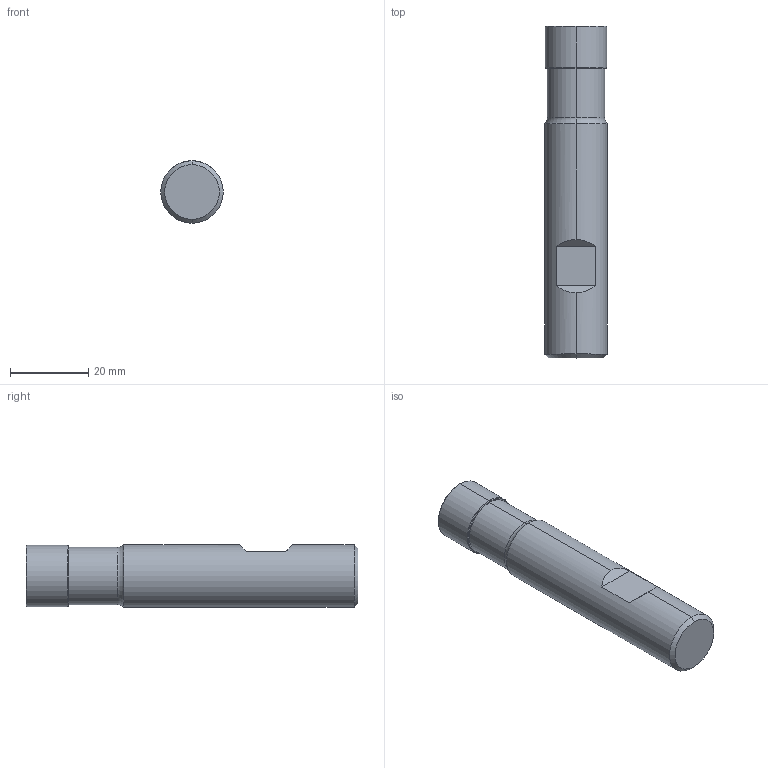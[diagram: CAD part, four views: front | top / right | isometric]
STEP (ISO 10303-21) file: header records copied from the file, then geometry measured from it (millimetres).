
FILE_DESCRIPTION (( 'STEP AP214' ), '1' );
FILE_NAME ('740W W D15,7-2.step', '2018-10-09T10:39:04', ( '' ), ( '' ), 'SwSTEP 2.0', 'SolidWorks 2016', '' );
FILE_SCHEMA (( 'AUTOMOTIVE_DESIGN' ));
Length unit declared in the file: millimetre
Products named in the file (1): 740W W D15,7-2
Bounding box: 16 x 85 x 16 mm (x, y, z)
Volume: 16352 mm3; surface area: 4597.9 mm2
Topology: 1 solids, 1 shells, 25 faces, 51 edges, 28 vertices
Faces by surface type: cylinder 8, cone 6, torus 6, plane 5
Entity records: 683 total; most frequent: DIRECTION 127, CARTESIAN_POINT 117, ORIENTED_EDGE 102, AXIS2_PLACEMENT_3D 54, EDGE_CURVE 51, VERTEX_POINT 28, CIRCLE 28, EDGE_LOOP 25
